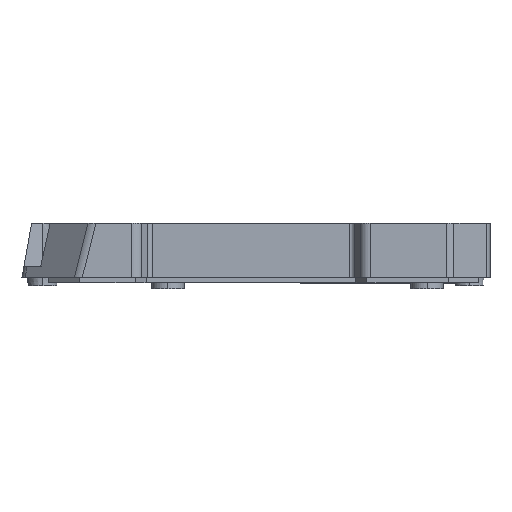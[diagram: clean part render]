
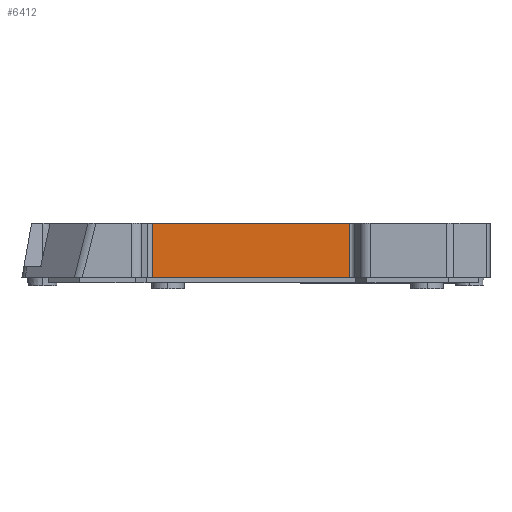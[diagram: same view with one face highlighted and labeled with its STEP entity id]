
A CAD part, left-side view. The second image highlights one B-rep face of the part: STEP entity #6412.
In plain terms, the highlighted planar face has unit normal (-1, 0, 0).
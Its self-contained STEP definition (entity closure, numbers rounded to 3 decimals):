
#6329=CARTESIAN_POINT('Vertex',(-70.,-18.167,15.96)) ;
#6332=CARTESIAN_POINT('Line Origine',(-70.,-18.167,10.96)) ;
#6336=CARTESIAN_POINT('Vertex',(-70.,-18.167,5.96)) ;
#6382=CARTESIAN_POINT('Axis2P3D Location',(-70.,18.745,5.96)) ;
#6387=CARTESIAN_POINT('Line Origine',(-70.,0.,5.96)) ;
#6391=CARTESIAN_POINT('Vertex',(-70.,18.167,5.96)) ;
#6394=CARTESIAN_POINT('Line Origine',(-70.,0.,15.96)) ;
#6398=CARTESIAN_POINT('Vertex',(-70.,18.167,15.96)) ;
#6401=CARTESIAN_POINT('Line Origine',(-70.,18.167,10.96)) ;
#6333=DIRECTION('Vector Direction',(0.,0.,1.)) ;
#6383=DIRECTION('Axis2P3D Direction',(-1.,0.,0.)) ;
#6384=DIRECTION('Axis2P3D XDirection',(0.,-1.,0.)) ;
#6388=DIRECTION('Vector Direction',(0.,-1.,0.)) ;
#6395=DIRECTION('Vector Direction',(0.,-1.,0.)) ;
#6402=DIRECTION('Vector Direction',(0.,0.,1.)) ;
#6385=AXIS2_PLACEMENT_3D('Plane Axis2P3D',#6382,#6383,#6384) ;
#6407=ORIENTED_EDGE('',*,*,#6393,.T.) ;
#6408=ORIENTED_EDGE('',*,*,#6338,.F.) ;
#6409=ORIENTED_EDGE('',*,*,#6400,.F.) ;
#6410=ORIENTED_EDGE('',*,*,#6405,.T.) ;
#6334=VECTOR('Line Direction',#6333,1.) ;
#6389=VECTOR('Line Direction',#6388,1.) ;
#6396=VECTOR('Line Direction',#6395,1.) ;
#6403=VECTOR('Line Direction',#6402,1.) ;
#6412=ADVANCED_FACE('',(#6411),#6386,.T.) ;
#6338=EDGE_CURVE('',#6330,#6337,#6335,.F.) ;
#6393=EDGE_CURVE('',#6392,#6337,#6390,.T.) ;
#6400=EDGE_CURVE('',#6399,#6330,#6397,.T.) ;
#6405=EDGE_CURVE('',#6399,#6392,#6404,.F.) ;
#6406=EDGE_LOOP('',(#6407,#6408,#6409,#6410)) ;
#6411=FACE_OUTER_BOUND('',#6406,.T.) ;
#6335=LINE('Line',#6332,#6334) ;
#6390=LINE('Line',#6387,#6389) ;
#6397=LINE('Line',#6394,#6396) ;
#6404=LINE('Line',#6401,#6403) ;
#6386=PLANE('Plane',#6385) ;
#6330=VERTEX_POINT('',#6329) ;
#6337=VERTEX_POINT('',#6336) ;
#6392=VERTEX_POINT('',#6391) ;
#6399=VERTEX_POINT('',#6398) ;
